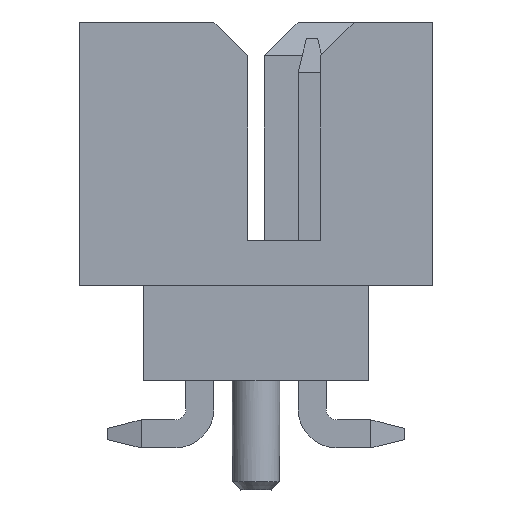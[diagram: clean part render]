
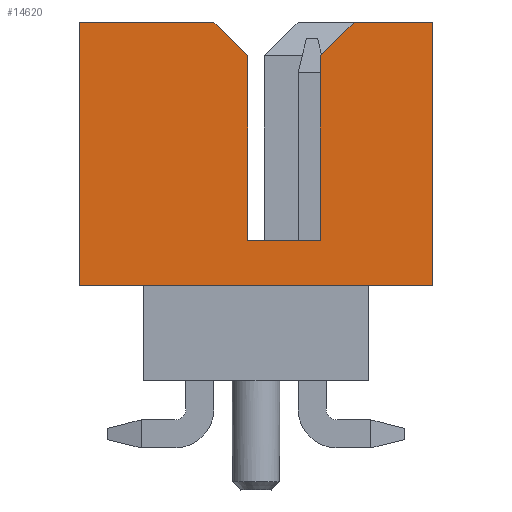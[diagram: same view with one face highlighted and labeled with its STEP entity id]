
A CAD part, left-side view. The second image highlights one B-rep face of the part: STEP entity #14620.
In plain terms, the highlighted planar face has unit normal (-1, 0, 0).
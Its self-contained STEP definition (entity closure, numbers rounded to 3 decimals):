
#174 = CARTESIAN_POINT ( 'NONE',  ( -8.325, -1.75, 7.6 ) ) ;
#235 = CARTESIAN_POINT ( 'NONE',  ( -8.325, -3.15, 7.6 ) ) ;
#277 = EDGE_LOOP ( 'NONE', ( #543, #7757, #7465, #2228, #14610, #5223, #2866, #14201, #14265, #15083 ) ) ;
#413 = VERTEX_POINT ( 'NONE', #2325 ) ;
#543 = ORIENTED_EDGE ( 'NONE', *, *, #3398, .F. ) ;
#660 = VECTOR ( 'NONE', #7921, 1000. ) ;
#740 = VECTOR ( 'NONE', #2704, 1000. ) ;
#1168 = LINE ( 'NONE', #6116, #8394 ) ;
#1235 = DIRECTION ( 'NONE',  ( 0., 1., 0. ) ) ;
#1394 = LINE ( 'NONE', #11289, #4714 ) ;
#1402 = DIRECTION ( 'NONE',  ( 0., 0.707, 0.707 ) ) ;
#1551 = LINE ( 'NONE', #1716, #12797 ) ;
#1716 = CARTESIAN_POINT ( 'NONE',  ( -8.325, 3.15, 7.6 ) ) ;
#2228 = ORIENTED_EDGE ( 'NONE', *, *, #15536, .F. ) ;
#2325 = CARTESIAN_POINT ( 'NONE',  ( -8.325, 0.75, 7.6 ) ) ;
#2704 = DIRECTION ( 'NONE',  ( 0., 0., -1. ) ) ;
#2748 = VERTEX_POINT ( 'NONE', #9662 ) ;
#2866 = ORIENTED_EDGE ( 'NONE', *, *, #12836, .T. ) ;
#2903 = EDGE_CURVE ( 'NONE', #15207, #12291, #1394, .T. ) ;
#3398 = EDGE_CURVE ( 'NONE', #11136, #413, #13188, .T. ) ;
#3715 = DIRECTION ( 'NONE',  ( 0., 0., -1. ) ) ;
#3813 = EDGE_CURVE ( 'NONE', #11136, #14322, #1551, .T. ) ;
#4062 = VECTOR ( 'NONE', #11666, 1000. ) ;
#4523 = LINE ( 'NONE', #8346, #6387 ) ;
#4694 = DIRECTION ( 'NONE',  ( 0., -1., 0. ) ) ;
#4714 = VECTOR ( 'NONE', #1235, 1000. ) ;
#5216 = VERTEX_POINT ( 'NONE', #15417 ) ;
#5223 = ORIENTED_EDGE ( 'NONE', *, *, #11227, .T. ) ;
#5504 = CARTESIAN_POINT ( 'NONE',  ( -8.325, -1.15, 7. ) ) ;
#5913 = EDGE_CURVE ( 'NONE', #14322, #5216, #4523, .T. ) ;
#6116 = CARTESIAN_POINT ( 'NONE',  ( -8.325, 0.15, 7. ) ) ;
#6227 = DIRECTION ( 'NONE',  ( 0., -1., 0. ) ) ;
#6317 = DIRECTION ( 'NONE',  ( -1., 0., 0. ) ) ;
#6387 = VECTOR ( 'NONE', #4694, 1000. ) ;
#6418 = CARTESIAN_POINT ( 'NONE',  ( -8.325, 3.15, 2.9 ) ) ;
#7002 = AXIS2_PLACEMENT_3D ( 'NONE', #10196, #6317, #3715 ) ;
#7188 = CARTESIAN_POINT ( 'NONE',  ( -8.325, 3.15, 7.6 ) ) ;
#7465 = ORIENTED_EDGE ( 'NONE', *, *, #5913, .T. ) ;
#7523 = VERTEX_POINT ( 'NONE', #15144 ) ;
#7561 = CARTESIAN_POINT ( 'NONE',  ( -8.325, -1.15, 7. ) ) ;
#7633 = EDGE_CURVE ( 'NONE', #7523, #12291, #13832, .T. ) ;
#7757 = ORIENTED_EDGE ( 'NONE', *, *, #3813, .T. ) ;
#7849 = CARTESIAN_POINT ( 'NONE',  ( -8.325, -1.75, 7.6 ) ) ;
#7921 = DIRECTION ( 'NONE',  ( 0., 0.707, -0.707 ) ) ;
#8346 = CARTESIAN_POINT ( 'NONE',  ( -8.325, 3.15, 2.9 ) ) ;
#8394 = VECTOR ( 'NONE', #1402, 1000. ) ;
#8461 = EDGE_CURVE ( 'NONE', #14360, #2748, #13694, .T. ) ;
#8816 = LINE ( 'NONE', #235, #14839 ) ;
#8892 = LINE ( 'NONE', #7849, #660 ) ;
#9056 = CARTESIAN_POINT ( 'NONE',  ( -8.325, 0.15, 3.7 ) ) ;
#9067 = EDGE_CURVE ( 'NONE', #7523, #413, #1168, .T. ) ;
#9662 = CARTESIAN_POINT ( 'NONE',  ( -8.325, -3.15, 7.6 ) ) ;
#10166 = CARTESIAN_POINT ( 'NONE',  ( -8.325, 0.15, 7. ) ) ;
#10196 = CARTESIAN_POINT ( 'NONE',  ( -8.325, 3.15, 7.6 ) ) ;
#10487 = VERTEX_POINT ( 'NONE', #7561 ) ;
#11136 = VERTEX_POINT ( 'NONE', #11217 ) ;
#11178 = PLANE ( 'NONE',  #7002 ) ;
#11217 = CARTESIAN_POINT ( 'NONE',  ( -8.325, 3.15, 7.6 ) ) ;
#11227 = EDGE_CURVE ( 'NONE', #14360, #10487, #8892, .T. ) ;
#11289 = CARTESIAN_POINT ( 'NONE',  ( -8.325, -1.15, 3.7 ) ) ;
#11324 = CARTESIAN_POINT ( 'NONE',  ( -8.325, -1.75, 7.6 ) ) ;
#11357 = CARTESIAN_POINT ( 'NONE',  ( -8.325, -1.15, 3.7 ) ) ;
#11666 = DIRECTION ( 'NONE',  ( 0., 0., -1. ) ) ;
#12291 = VERTEX_POINT ( 'NONE', #9056 ) ;
#12643 = FACE_OUTER_BOUND ( 'NONE', #277, .T. ) ;
#12797 = VECTOR ( 'NONE', #13973, 1000. ) ;
#12836 = EDGE_CURVE ( 'NONE', #10487, #15207, #14977, .T. ) ;
#13188 = LINE ( 'NONE', #7188, #15127 ) ;
#13266 = DIRECTION ( 'NONE',  ( 0., -1., 0. ) ) ;
#13694 = LINE ( 'NONE', #11324, #15912 ) ;
#13832 = LINE ( 'NONE', #10166, #740 ) ;
#13948 = DIRECTION ( 'NONE',  ( 0., 0., -1. ) ) ;
#13973 = DIRECTION ( 'NONE',  ( 0., 0., -1. ) ) ;
#14201 = ORIENTED_EDGE ( 'NONE', *, *, #2903, .T. ) ;
#14265 = ORIENTED_EDGE ( 'NONE', *, *, #7633, .F. ) ;
#14322 = VERTEX_POINT ( 'NONE', #6418 ) ;
#14360 = VERTEX_POINT ( 'NONE', #174 ) ;
#14610 = ORIENTED_EDGE ( 'NONE', *, *, #8461, .F. ) ;
#14620 = ADVANCED_FACE ( 'NONE', ( #12643 ), #11178, .T. ) ;
#14839 = VECTOR ( 'NONE', #13948, 1000. ) ;
#14977 = LINE ( 'NONE', #5504, #4062 ) ;
#15083 = ORIENTED_EDGE ( 'NONE', *, *, #9067, .T. ) ;
#15127 = VECTOR ( 'NONE', #13266, 1000. ) ;
#15144 = CARTESIAN_POINT ( 'NONE',  ( -8.325, 0.15, 7. ) ) ;
#15207 = VERTEX_POINT ( 'NONE', #11357 ) ;
#15417 = CARTESIAN_POINT ( 'NONE',  ( -8.325, -3.15, 2.9 ) ) ;
#15536 = EDGE_CURVE ( 'NONE', #2748, #5216, #8816, .T. ) ;
#15912 = VECTOR ( 'NONE', #6227, 1000. ) ;
